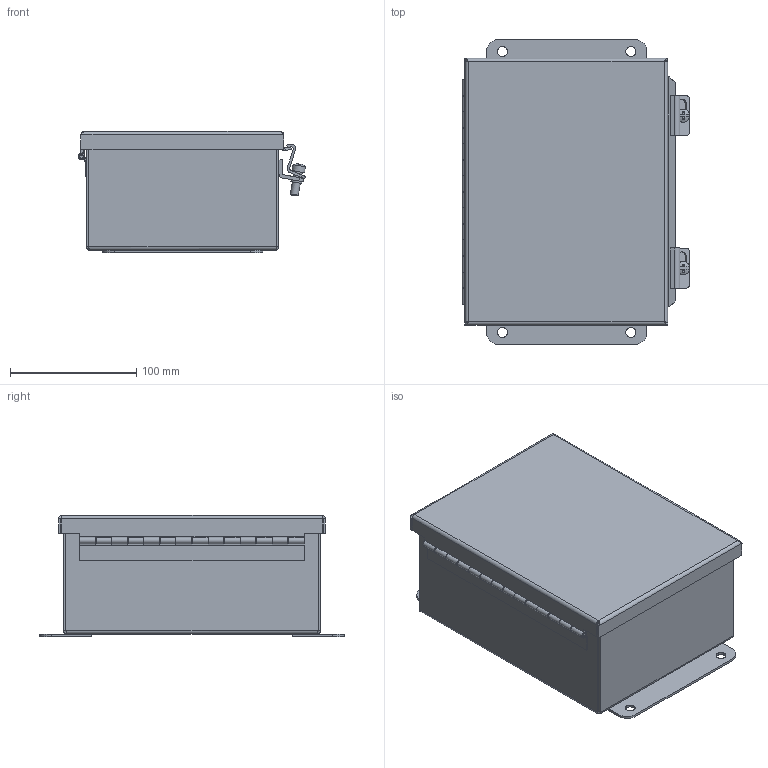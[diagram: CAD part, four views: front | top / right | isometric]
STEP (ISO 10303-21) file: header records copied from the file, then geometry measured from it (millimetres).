
FILE_DESCRIPTION(/* description */ ('NEMA4X/IP66, JIC, ALUM., CH, 8X6X3.5'),/* implementation_level */ '2;1');
FILE_NAME(/* name */ 'BN4080603CHAL.stp',/* time_stamp */ '2021-10-14T08:14:52-05:00',/* author */ ('samuelbadillo'),/* organization */ (''),/* preprocessor_version */ 'ST-DEVELOPER v18',/* originating_system */ 'Autodesk Inventor 2020',/* authorisation */ '');
FILE_SCHEMA (('AUTOMOTIVE_DESIGN { 1 0 10303 214 3 1 1 }'));
Length unit declared in the file: inch
Products named in the file (14): BN4080603CHAL; B_080603_ALBKP; 32841; 32841TH; 32841LH; 32841P; B_0806CHALLID; 34847; 3086; C2002; 372134; 3887; 38830; B_0806_FIP
Assembly tree (20 placements, depth 3):
  BN4080603CHAL
    B_080603_ALBKP
    32841
      32841TH
      32841LH
      32841P
    B_0806CHALLID
    34847  x2
    3086  x2
    C2002  x2
    372134  x2
    3887  x4
    38830
    B_0806_FIP
Bounding box: 179.97 x 241.3 x 95.86 mm (x, y, z)
Volume: 341045.6 mm3; surface area: 355486.3 mm2
Topology: 19 solids, 19 shells, 412 faces, 979 edges, 613 vertices
Faces by surface type: plane 230, cylinder 125, bspline 28, torus 14, cone 11, sphere 4
Full cylindrical faces by diameter (mm): 2.54 x1, 2.957 x14, 3.967 x4, 4.826 x1, 4.978 x2, 6.35 x11, 7.874 x4, 7.95 x4, 8.738 x2, 10.402 x2
Entity records: 10825 total; most frequent: CARTESIAN_POINT 2461, DIRECTION 1564, ORIENTED_EDGE 1540, EDGE_CURVE 770, LINE 526, VECTOR 526, AXIS2_PLACEMENT_3D 519, VERTEX_POINT 473
